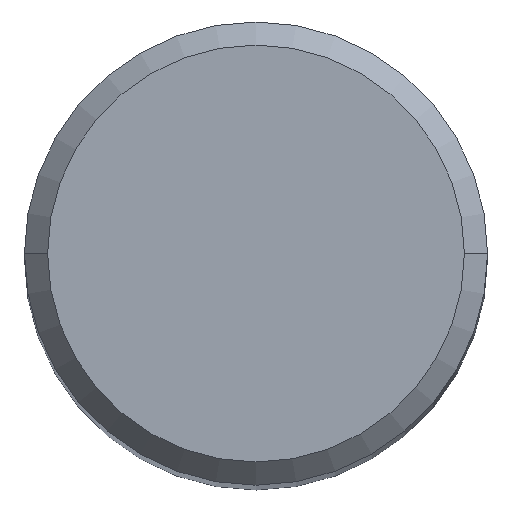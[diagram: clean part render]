
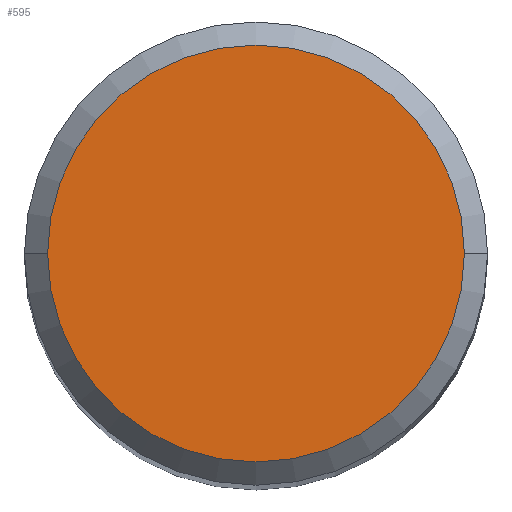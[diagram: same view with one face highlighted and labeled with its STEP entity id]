
A CAD part, top view. The second image highlights one B-rep face of the part: STEP entity #595.
In plain terms, the highlighted planar face has unit normal (0, 0, 1).
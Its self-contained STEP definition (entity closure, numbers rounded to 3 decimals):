
#244=CARTESIAN_POINT('',(0.,0.,0.));
#245=DIRECTION('',(0.,0.,1.));
#246=DIRECTION('',(-1.,0.,0.));
#247=AXIS2_PLACEMENT_3D('',#244,#245,#246);
#252=CARTESIAN_POINT('',(0.,0.,0.));
#253=DIRECTION('',(0.,0.,-1.));
#254=DIRECTION('',(-1.,0.,0.));
#255=AXIS2_PLACEMENT_3D('',#252,#253,#254);
#280=CARTESIAN_POINT('',(-2.7,0.,0.));
#281=VERTEX_POINT('',#280);
#282=CARTESIAN_POINT('',(2.7,0.,0.));
#283=VERTEX_POINT('',#282);
#586=CARTESIAN_POINT('',(0.,0.,0.));
#587=DIRECTION('',(0.,0.,-1.));
#588=DIRECTION('',(1.,0.,0.));
#589=AXIS2_PLACEMENT_3D('',#586,#587,#588);
#590=PLANE('',#589);
#591=ORIENTED_EDGE('',*,*,#572,.F.);
#592=ORIENTED_EDGE('',*,*,#554,.T.);
#593=EDGE_LOOP('',(#591,#592));
#594=FACE_OUTER_BOUND('',#593,.F.);
#248=CIRCLE('',#247,2.7);
#256=CIRCLE('',#255,2.7);
#554=EDGE_CURVE('',#281,#283,#256,.T.);
#572=EDGE_CURVE('',#281,#283,#248,.T.);
#595=ADVANCED_FACE('',(#594),#590,.F.);
